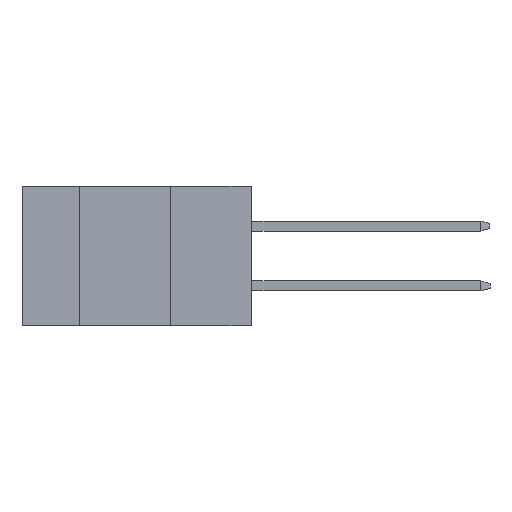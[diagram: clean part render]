
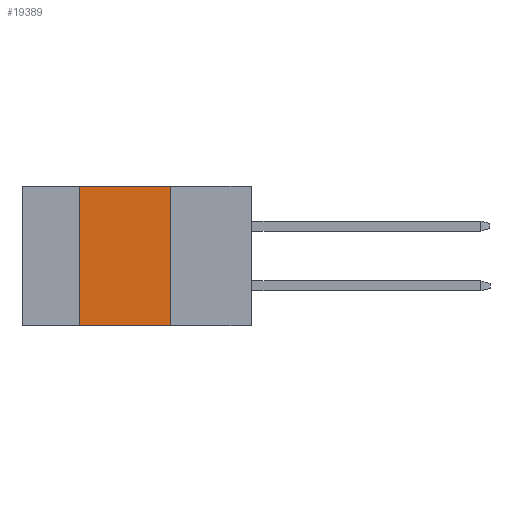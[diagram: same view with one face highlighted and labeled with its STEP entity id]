
A CAD part, left-side view. The second image highlights one B-rep face of the part: STEP entity #19389.
In plain terms, the highlighted planar face has unit normal (-1, 0, 0).
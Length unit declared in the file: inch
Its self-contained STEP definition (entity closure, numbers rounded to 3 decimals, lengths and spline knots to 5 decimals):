
#94 = CARTESIAN_POINT ( 'NONE',  ( 0., 0.254, 0. ) ) ;
#143 = VERTEX_POINT ( 'NONE', #13932 ) ;
#1592 = VECTOR ( 'NONE', #17989, 39.37008 ) ;
#3495 = ORIENTED_EDGE ( 'NONE', *, *, #10382, .F. ) ;
#3553 = EDGE_CURVE ( 'NONE', #143, #13299, #13949, .T. ) ;
#4745 = CARTESIAN_POINT ( 'NONE',  ( 0., 0.72, 0. ) ) ;
#4801 = EDGE_CURVE ( 'NONE', #11119, #18742, #15276, .T. ) ;
#4879 = CARTESIAN_POINT ( 'NONE',  ( 0., 0.72, 0. ) ) ;
#5152 = ORIENTED_EDGE ( 'NONE', *, *, #4801, .F. ) ;
#6009 = ORIENTED_EDGE ( 'NONE', *, *, #3553, .T. ) ;
#6076 = DIRECTION ( 'NONE',  ( 0., 0., -1. ) ) ;
#6405 = FACE_OUTER_BOUND ( 'NONE', #12145, .T. ) ;
#6570 = CARTESIAN_POINT ( 'NONE',  ( 0., 0.254, -0.437 ) ) ;
#7916 = VECTOR ( 'NONE', #13642, 39.37008 ) ;
#8194 = DIRECTION ( 'NONE',  ( 0., 0., -1. ) ) ;
#8441 = LINE ( 'NONE', #14746, #1592 ) ;
#9183 = LINE ( 'NONE', #15394, #16987 ) ;
#10015 = ORIENTED_EDGE ( 'NONE', *, *, #18689, .F. ) ;
#10382 = EDGE_CURVE ( 'NONE', #18742, #13299, #9183, .T. ) ;
#11119 = VERTEX_POINT ( 'NONE', #16464 ) ;
#11657 = AXIS2_PLACEMENT_3D ( 'NONE', #4879, #17146, #8194 ) ;
#12145 = EDGE_LOOP ( 'NONE', ( #3495, #5152, #10015, #6009 ) ) ;
#12483 = PLANE ( 'NONE',  #11657 ) ;
#13299 = VERTEX_POINT ( 'NONE', #6570 ) ;
#13642 = DIRECTION ( 'NONE',  ( 0., -1., 0. ) ) ;
#13932 = CARTESIAN_POINT ( 'NONE',  ( 0., 0.54, -0.437 ) ) ;
#13949 = LINE ( 'NONE', #15774, #18885 ) ;
#14243 = DIRECTION ( 'NONE',  ( 0., -1., 0. ) ) ;
#14746 = CARTESIAN_POINT ( 'NONE',  ( 0., 0.54, -0.437 ) ) ;
#15276 = LINE ( 'NONE', #4745, #7916 ) ;
#15394 = CARTESIAN_POINT ( 'NONE',  ( 0., 0.254, -0.437 ) ) ;
#15774 = CARTESIAN_POINT ( 'NONE',  ( 0., 0.72, -0.437 ) ) ;
#16464 = CARTESIAN_POINT ( 'NONE',  ( 0., 0.54, 0. ) ) ;
#16987 = VECTOR ( 'NONE', #6076, 39.37008 ) ;
#17146 = DIRECTION ( 'NONE',  ( 1., 0., 0. ) ) ;
#17989 = DIRECTION ( 'NONE',  ( 0., 0., 1. ) ) ;
#18689 = EDGE_CURVE ( 'NONE', #143, #11119, #8441, .T. ) ;
#18742 = VERTEX_POINT ( 'NONE', #94 ) ;
#18885 = VECTOR ( 'NONE', #14243, 39.37008 ) ;
#19389 = ADVANCED_FACE ( 'NONE', ( #6405 ), #12483, .F. ) ;
